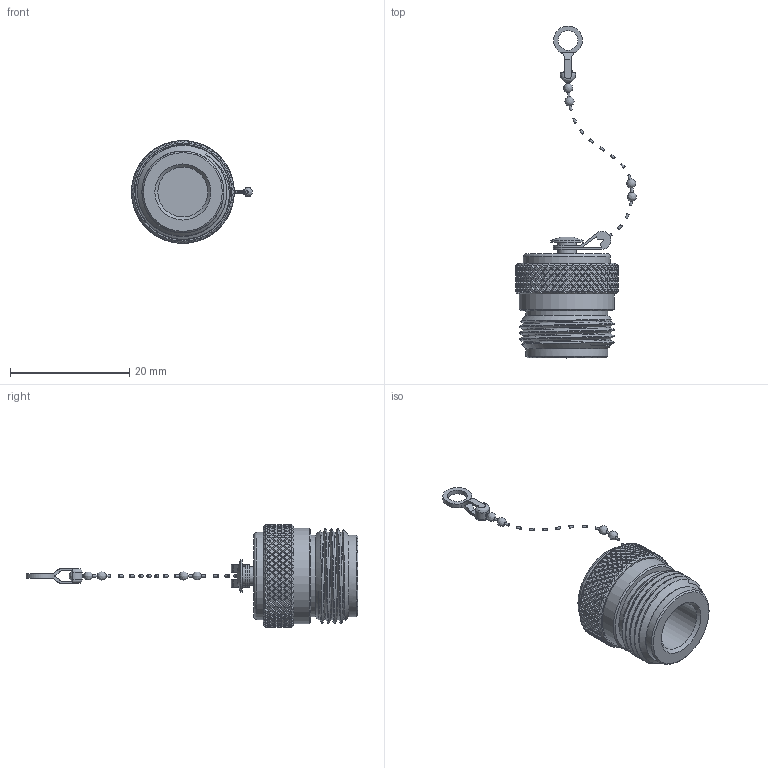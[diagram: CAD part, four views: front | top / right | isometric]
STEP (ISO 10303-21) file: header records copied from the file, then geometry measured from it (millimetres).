
FILE_DESCRIPTION (( 'STEP AP203' ), '1' );
FILE_NAME ('PE6018_3D.step', '2022-07-28T14:44:52', ( '' ), ( '' ), 'SwSTEP 2.0', 'SolidWorks 2021', '' );
FILE_SCHEMA (( 'CONFIG_CONTROL_DESIGN' ));
Length unit declared in the file: inch
Products named in the file (1): PE6018_3D
Bounding box: 20.26 x 55.65 x 17.2 mm (x, y, z)
Volume: 2959.9 mm3; surface area: 2080.1 mm2
Topology: 12 solids, 12 shells, 2386 faces, 5050 edges, 2695 vertices
Faces by surface type: bspline 1851, cylinder 472, plane 53, cone 9, torus 1
Full cylindrical faces by diameter (mm): 3.109 x3, 3.302 x1, 5.455 x1, 8.382 x1, 13.716 x2, 14.603 x1, 15.941 x1
Entity records: 90377 total; most frequent: CARTESIAN_POINT 59890, ORIENTED_EDGE 9998, EDGE_CURVE 4999, VERTEX_POINT 2684, EDGE_LOOP 2441, FACE_OUTER_BOUND 2391, ADVANCED_FACE 2372, B_SPLINE_CURVE_WITH_KNOTS 2153
